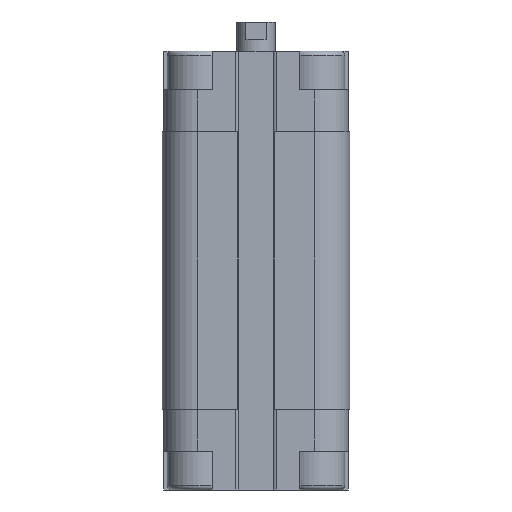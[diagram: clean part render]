
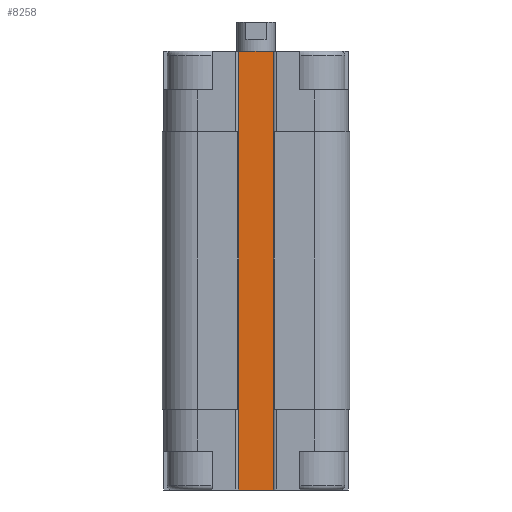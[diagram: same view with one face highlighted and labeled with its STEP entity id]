
A CAD part, front view. The second image highlights one B-rep face of the part: STEP entity #8258.
In plain terms, the highlighted face is planar.
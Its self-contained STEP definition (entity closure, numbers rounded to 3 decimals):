
#155=LINE('',#12508,#915);
#186=LINE('',#12643,#946);
#187=LINE('',#12648,#947);
#255=LINE('',#12814,#1015);
#256=LINE('',#12816,#1016);
#257=LINE('',#12818,#1017);
#258=LINE('',#12820,#1018);
#259=LINE('',#12822,#1019);
#260=LINE('',#12824,#1020);
#261=LINE('',#12826,#1021);
#262=LINE('',#12828,#1022);
#263=LINE('',#12829,#1023);
#915=VECTOR('',#9721,1000.);
#946=VECTOR('',#9834,1000.);
#947=VECTOR('',#9839,1000.);
#1015=VECTOR('',#10001,1000.);
#1016=VECTOR('',#10004,1000.);
#1017=VECTOR('',#10005,1000.);
#1018=VECTOR('',#10006,1000.);
#1019=VECTOR('',#10007,1000.);
#1020=VECTOR('',#10008,1000.);
#1021=VECTOR('',#10009,1000.);
#1022=VECTOR('',#10010,1000.);
#1023=VECTOR('',#10011,1000.);
#1610=PLANE('',#8863);
#2733=ORIENTED_EDGE('',*,*,#4890,.F.);
#2734=ORIENTED_EDGE('',*,*,#5044,.F.);
#2735=ORIENTED_EDGE('',*,*,#4957,.F.);
#2736=ORIENTED_EDGE('',*,*,#5045,.F.);
#2737=ORIENTED_EDGE('',*,*,#5046,.T.);
#2738=ORIENTED_EDGE('',*,*,#5047,.F.);
#2739=ORIENTED_EDGE('',*,*,#5048,.T.);
#2740=ORIENTED_EDGE('',*,*,#5049,.T.);
#2741=ORIENTED_EDGE('',*,*,#5050,.T.);
#2742=ORIENTED_EDGE('',*,*,#5051,.T.);
#2743=ORIENTED_EDGE('',*,*,#4959,.F.);
#2744=ORIENTED_EDGE('',*,*,#5052,.T.);
#4890=EDGE_CURVE('',#6083,#6084,#155,.T.);
#4957=EDGE_CURVE('',#6146,#6143,#186,.T.);
#4959=EDGE_CURVE('',#6148,#6149,#187,.T.);
#5044=EDGE_CURVE('',#6143,#6083,#255,.T.);
#5045=EDGE_CURVE('',#6200,#6146,#256,.T.);
#5046=EDGE_CURVE('',#6200,#6201,#257,.T.);
#5047=EDGE_CURVE('',#6202,#6201,#258,.T.);
#5048=EDGE_CURVE('',#6202,#6203,#259,.T.);
#5049=EDGE_CURVE('',#6203,#6204,#260,.T.);
#5050=EDGE_CURVE('',#6204,#6205,#261,.T.);
#5051=EDGE_CURVE('',#6205,#6149,#262,.T.);
#5052=EDGE_CURVE('',#6148,#6084,#263,.T.);
#6083=VERTEX_POINT('',#12507);
#6084=VERTEX_POINT('',#12509);
#6143=VERTEX_POINT('',#12637);
#6146=VERTEX_POINT('',#12642);
#6148=VERTEX_POINT('',#12647);
#6149=VERTEX_POINT('',#12649);
#6200=VERTEX_POINT('',#12817);
#6201=VERTEX_POINT('',#12819);
#6202=VERTEX_POINT('',#12821);
#6203=VERTEX_POINT('',#12823);
#6204=VERTEX_POINT('',#12825);
#6205=VERTEX_POINT('',#12827);
#7058=EDGE_LOOP('',(#2733,#2734,#2735,#2736,#2737,#2738,#2739,#2740,#2741,
#2742,#2743,#2744));
#7652=FACE_BOUND('',#7058,.T.);
#8258=ADVANCED_FACE('',(#7652),#1610,.T.);
#8863=AXIS2_PLACEMENT_3D('',#12815,#10002,#10003);
#9721=DIRECTION('',(-1.,0.,0.));
#9834=DIRECTION('',(-1.,0.,0.));
#9839=DIRECTION('',(-1.,0.,0.));
#10001=DIRECTION('',(0.,0.,1.));
#10002=DIRECTION('',(0.,1.,0.));
#10003=DIRECTION('',(0.,0.,1.));
#10004=DIRECTION('',(0.,0.,1.));
#10005=DIRECTION('',(-1.,0.,0.));
#10006=DIRECTION('',(0.,0.,1.));
#10007=DIRECTION('',(-1.,0.,0.));
#10008=DIRECTION('',(0.,0.,1.));
#10009=DIRECTION('',(-1.,0.,0.));
#10010=DIRECTION('',(0.,0.,1.));
#10011=DIRECTION('',(0.,0.,1.));
#12507=CARTESIAN_POINT('',(3.,9.5,0.));
#12508=CARTESIAN_POINT('',(3.,9.5,0.));
#12509=CARTESIAN_POINT('',(-3.,9.5,0.));
#12637=CARTESIAN_POINT('',(3.,9.5,-12.5));
#12642=CARTESIAN_POINT('',(3.2,9.5,-12.5));
#12643=CARTESIAN_POINT('',(3.2,9.5,-12.5));
#12647=CARTESIAN_POINT('',(-3.,9.5,-12.5));
#12648=CARTESIAN_POINT('',(-9.,9.5,-12.5));
#12649=CARTESIAN_POINT('',(-3.2,9.5,-12.5));
#12814=CARTESIAN_POINT('',(3.,9.5,-12.5));
#12815=CARTESIAN_POINT('',(3.,9.5,-12.5));
#12816=CARTESIAN_POINT('',(3.2,9.5,-55.5));
#12817=CARTESIAN_POINT('',(3.2,9.5,-55.5));
#12818=CARTESIAN_POINT('',(3.2,9.5,-55.5));
#12819=CARTESIAN_POINT('',(3.,9.5,-55.5));
#12820=CARTESIAN_POINT('',(3.,9.5,-68.));
#12821=CARTESIAN_POINT('',(3.,9.5,-68.));
#12822=CARTESIAN_POINT('',(3.,9.5,-68.));
#12823=CARTESIAN_POINT('',(-3.,9.5,-68.));
#12824=CARTESIAN_POINT('',(-3.,9.5,-68.));
#12825=CARTESIAN_POINT('',(-3.,9.5,-55.5));
#12826=CARTESIAN_POINT('',(3.2,9.5,-55.5));
#12827=CARTESIAN_POINT('',(-3.2,9.5,-55.5));
#12828=CARTESIAN_POINT('',(-3.2,9.5,-55.5));
#12829=CARTESIAN_POINT('',(-3.,9.5,-12.5));
